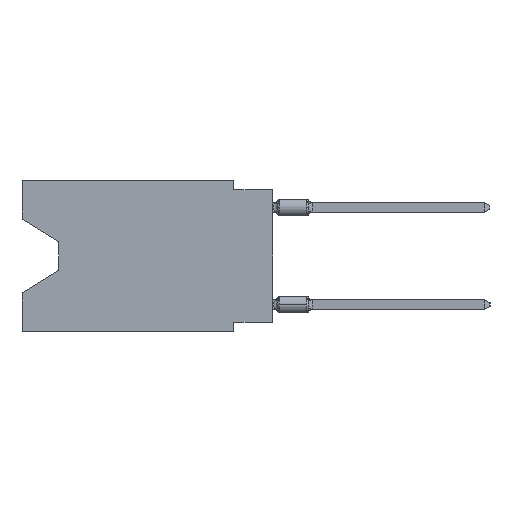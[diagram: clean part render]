
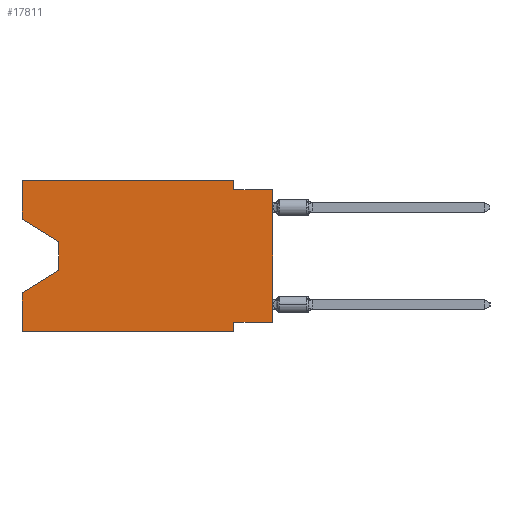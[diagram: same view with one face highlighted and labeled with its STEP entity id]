
A CAD part, left-side view. The second image highlights one B-rep face of the part: STEP entity #17811.
In plain terms, the highlighted planar face has unit normal (-1, 0, 0).
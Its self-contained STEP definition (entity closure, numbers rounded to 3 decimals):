
#280 = VECTOR ( 'NONE', #15921, 1000. ) ;
#592 = VERTEX_POINT ( 'NONE', #4883 ) ;
#753 = LINE ( 'NONE', #5866, #280 ) ;
#864 = DIRECTION ( 'NONE',  ( 0., 0.855, -0.519 ) ) ;
#1052 = VERTEX_POINT ( 'NONE', #25259 ) ;
#1061 = EDGE_LOOP ( 'NONE', ( #11111, #25130, #16654, #16386, #4084, #5832, #9598, #16012, #5799, #8267, #25333, #27806 ) ) ;
#1769 = CARTESIAN_POINT ( 'NONE',  ( 0., 2.54, 0. ) ) ;
#2299 = LINE ( 'NONE', #4620, #6579 ) ;
#3012 = DIRECTION ( 'NONE',  ( 0., 0., 1. ) ) ;
#3412 = AXIS2_PLACEMENT_3D ( 'NONE', #5328, #24795, #30237 ) ;
#3566 = LINE ( 'NONE', #21049, #21969 ) ;
#3710 = CARTESIAN_POINT ( 'NONE',  ( 0., 2.54, 0. ) ) ;
#3896 = LINE ( 'NONE', #24669, #5177 ) ;
#4084 = ORIENTED_EDGE ( 'NONE', *, *, #5935, .T. ) ;
#4620 = CARTESIAN_POINT ( 'NONE',  ( 0., 0., -9.271 ) ) ;
#4699 = CARTESIAN_POINT ( 'NONE',  ( 0., 16.383, 0. ) ) ;
#4869 = EDGE_CURVE ( 'NONE', #13124, #31281, #12759, .T. ) ;
#4883 = CARTESIAN_POINT ( 'NONE',  ( 0., 16.383, -2.546 ) ) ;
#4894 = VECTOR ( 'NONE', #31850, 1000. ) ;
#5164 = PLANE ( 'NONE',  #3412 ) ;
#5177 = VECTOR ( 'NONE', #24336, 1000. ) ;
#5328 = CARTESIAN_POINT ( 'NONE',  ( 0., 16.383, 0. ) ) ;
#5649 = VECTOR ( 'NONE', #22048, 1000. ) ;
#5799 = ORIENTED_EDGE ( 'NONE', *, *, #30489, .F. ) ;
#5832 = ORIENTED_EDGE ( 'NONE', *, *, #12264, .F. ) ;
#5866 = CARTESIAN_POINT ( 'NONE',  ( 0., 16.383, -2.546 ) ) ;
#5890 = EDGE_CURVE ( 'NONE', #592, #7582, #28331, .T. ) ;
#5891 = DIRECTION ( 'NONE',  ( 0., 0., 1. ) ) ;
#5935 = EDGE_CURVE ( 'NONE', #13124, #15204, #3896, .T. ) ;
#6107 = VECTOR ( 'NONE', #864, 1000. ) ;
#6540 = VECTOR ( 'NONE', #28610, 1000. ) ;
#6579 = VECTOR ( 'NONE', #17143, 1000. ) ;
#7582 = VERTEX_POINT ( 'NONE', #24714 ) ;
#8267 = ORIENTED_EDGE ( 'NONE', *, *, #17534, .F. ) ;
#8374 = DIRECTION ( 'NONE',  ( 0., 0., 1. ) ) ;
#8392 = CARTESIAN_POINT ( 'NONE',  ( 0., 16.383, 0. ) ) ;
#8577 = CARTESIAN_POINT ( 'NONE',  ( 0., 13.97, -4.013 ) ) ;
#8907 = VECTOR ( 'NONE', #29603, 1000. ) ;
#9500 = CARTESIAN_POINT ( 'NONE',  ( 0., 13.97, -5.893 ) ) ;
#9598 = ORIENTED_EDGE ( 'NONE', *, *, #16431, .F. ) ;
#10001 = EDGE_CURVE ( 'NONE', #27391, #10047, #3566, .T. ) ;
#10047 = VERTEX_POINT ( 'NONE', #28152 ) ;
#10846 = VERTEX_POINT ( 'NONE', #8577 ) ;
#11111 = ORIENTED_EDGE ( 'NONE', *, *, #18949, .T. ) ;
#12143 = VERTEX_POINT ( 'NONE', #9500 ) ;
#12264 = EDGE_CURVE ( 'NONE', #32095, #15204, #13097, .T. ) ;
#12759 = LINE ( 'NONE', #22798, #14616 ) ;
#13097 = LINE ( 'NONE', #25604, #27466 ) ;
#13124 = VERTEX_POINT ( 'NONE', #24071 ) ;
#14004 = EDGE_CURVE ( 'NONE', #12143, #31281, #18184, .T. ) ;
#14616 = VECTOR ( 'NONE', #3012, 1000. ) ;
#15204 = VERTEX_POINT ( 'NONE', #20098 ) ;
#15652 = VERTEX_POINT ( 'NONE', #1769 ) ;
#15921 = DIRECTION ( 'NONE',  ( 0., -0.855, -0.519 ) ) ;
#16012 = ORIENTED_EDGE ( 'NONE', *, *, #10001, .T. ) ;
#16386 = ORIENTED_EDGE ( 'NONE', *, *, #4869, .F. ) ;
#16431 = EDGE_CURVE ( 'NONE', #27391, #32095, #2299, .T. ) ;
#16654 = ORIENTED_EDGE ( 'NONE', *, *, #14004, .T. ) ;
#16925 = LINE ( 'NONE', #26990, #5649 ) ;
#17143 = DIRECTION ( 'NONE',  ( 0., 1., 0. ) ) ;
#17534 = EDGE_CURVE ( 'NONE', #15652, #1052, #28289, .T. ) ;
#17811 = ADVANCED_FACE ( 'NONE', ( #27756 ), #5164, .F. ) ;
#18052 = CARTESIAN_POINT ( 'NONE',  ( 0., 0., -9.271 ) ) ;
#18184 = LINE ( 'NONE', #18508, #6107 ) ;
#18508 = CARTESIAN_POINT ( 'NONE',  ( 0., 13.97, -5.893 ) ) ;
#18793 = VECTOR ( 'NONE', #5891, 1000. ) ;
#18949 = EDGE_CURVE ( 'NONE', #592, #10846, #753, .T. ) ;
#20098 = CARTESIAN_POINT ( 'NONE',  ( 0., 2.54, -9.906 ) ) ;
#21049 = CARTESIAN_POINT ( 'NONE',  ( 0., 0., 0. ) ) ;
#21969 = VECTOR ( 'NONE', #8374, 1000. ) ;
#22048 = DIRECTION ( 'NONE',  ( 0., -1., 0. ) ) ;
#22798 = CARTESIAN_POINT ( 'NONE',  ( 0., 16.383, 0. ) ) ;
#23936 = EDGE_CURVE ( 'NONE', #10846, #12143, #26911, .T. ) ;
#24071 = CARTESIAN_POINT ( 'NONE',  ( 0., 16.383, -9.906 ) ) ;
#24263 = CARTESIAN_POINT ( 'NONE',  ( 0., 13.97, -4.013 ) ) ;
#24336 = DIRECTION ( 'NONE',  ( 0., -1., 0. ) ) ;
#24669 = CARTESIAN_POINT ( 'NONE',  ( 0., 16.383, -9.906 ) ) ;
#24714 = CARTESIAN_POINT ( 'NONE',  ( 0., 16.383, 0. ) ) ;
#24795 = DIRECTION ( 'NONE',  ( 1., 0., 0. ) ) ;
#24923 = CARTESIAN_POINT ( 'NONE',  ( 0., 16.383, -7.36 ) ) ;
#25130 = ORIENTED_EDGE ( 'NONE', *, *, #23936, .T. ) ;
#25259 = CARTESIAN_POINT ( 'NONE',  ( 0., 2.54, -0.635 ) ) ;
#25333 = ORIENTED_EDGE ( 'NONE', *, *, #32151, .F. ) ;
#25604 = CARTESIAN_POINT ( 'NONE',  ( 0., 2.54, -9.906 ) ) ;
#26911 = LINE ( 'NONE', #24263, #4894 ) ;
#26962 = CARTESIAN_POINT ( 'NONE',  ( 0., 2.54, -9.271 ) ) ;
#26990 = CARTESIAN_POINT ( 'NONE',  ( 0., 0., -0.635 ) ) ;
#27391 = VERTEX_POINT ( 'NONE', #18052 ) ;
#27466 = VECTOR ( 'NONE', #28257, 1000. ) ;
#27756 = FACE_OUTER_BOUND ( 'NONE', #1061, .T. ) ;
#27806 = ORIENTED_EDGE ( 'NONE', *, *, #5890, .F. ) ;
#28152 = CARTESIAN_POINT ( 'NONE',  ( 0., 0., -0.635 ) ) ;
#28257 = DIRECTION ( 'NONE',  ( 0., 0., -1. ) ) ;
#28289 = LINE ( 'NONE', #3710, #6540 ) ;
#28331 = LINE ( 'NONE', #8392, #18793 ) ;
#28610 = DIRECTION ( 'NONE',  ( 0., 0., -1. ) ) ;
#29603 = DIRECTION ( 'NONE',  ( 0., -1., 0. ) ) ;
#29763 = LINE ( 'NONE', #4699, #8907 ) ;
#30237 = DIRECTION ( 'NONE',  ( 0., 0., -1. ) ) ;
#30489 = EDGE_CURVE ( 'NONE', #1052, #10047, #16925, .T. ) ;
#31281 = VERTEX_POINT ( 'NONE', #24923 ) ;
#31850 = DIRECTION ( 'NONE',  ( 0., 0., -1. ) ) ;
#32095 = VERTEX_POINT ( 'NONE', #26962 ) ;
#32151 = EDGE_CURVE ( 'NONE', #7582, #15652, #29763, .T. ) ;
